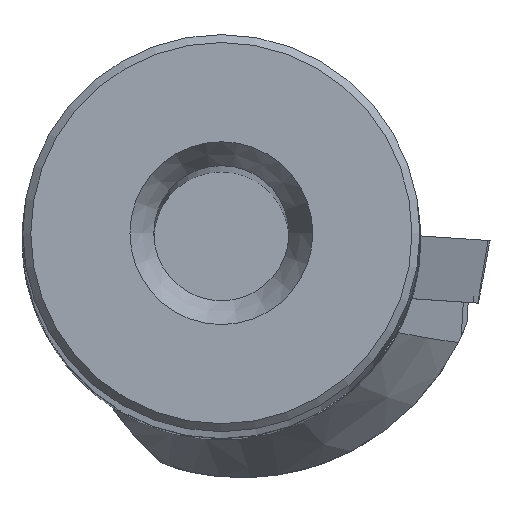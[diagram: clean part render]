
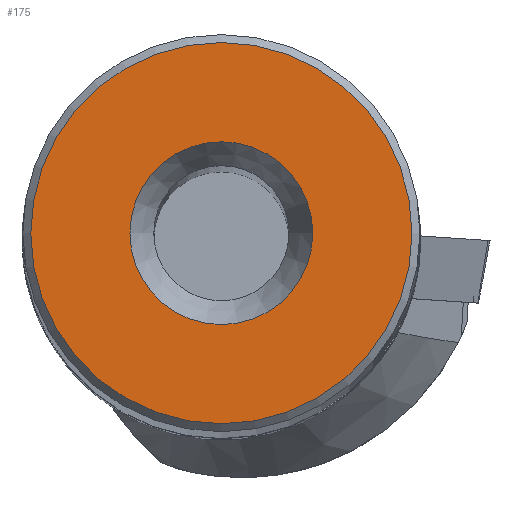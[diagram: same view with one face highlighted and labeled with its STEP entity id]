
A CAD part, top view. The second image highlights one B-rep face of the part: STEP entity #175.
In plain terms, the highlighted planar face has unit normal (0, 0, 1).
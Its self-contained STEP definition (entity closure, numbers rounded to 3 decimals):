
#175=ADVANCED_FACE('',(#314,#315),#208,.T.);
#208=PLANE('',#918);
#314=FACE_BOUND('',#365,.T.);
#315=FACE_BOUND('',#366,.T.);
#365=EDGE_LOOP('',(#508));
#366=EDGE_LOOP('',(#509));
#508=ORIENTED_EDGE('',*,*,#726,.T.);
#509=ORIENTED_EDGE('',*,*,#727,.F.);
#644=VERTEX_POINT('',#1516);
#645=VERTEX_POINT('',#1518);
#726=EDGE_CURVE('',#644,#644,#774,.T.);
#727=EDGE_CURVE('',#645,#645,#775,.T.);
#774=CIRCLE('',#916,5.75);
#775=CIRCLE('',#917,11.991);
#916=AXIS2_PLACEMENT_3D('',#1515,#1104,#1105);
#917=AXIS2_PLACEMENT_3D('',#1517,#1106,#1107);
#918=AXIS2_PLACEMENT_3D('',#1519,#1108,#1109);
#1104=DIRECTION('',(0.,0.,-1.));
#1105=DIRECTION('',(-1.,0.,0.));
#1106=DIRECTION('',(0.,0.,-1.));
#1107=DIRECTION('',(-1.,0.,0.));
#1108=DIRECTION('',(0.,0.,1.));
#1109=DIRECTION('',(-1.,0.,0.));
#1515=CARTESIAN_POINT('',(0.,0.,0.));
#1516=CARTESIAN_POINT('',(-5.75,0.,0.));
#1517=CARTESIAN_POINT('',(0.,0.,0.));
#1518=CARTESIAN_POINT('',(-11.991,0.,0.));
#1519=CARTESIAN_POINT('',(0.,0.,0.));
